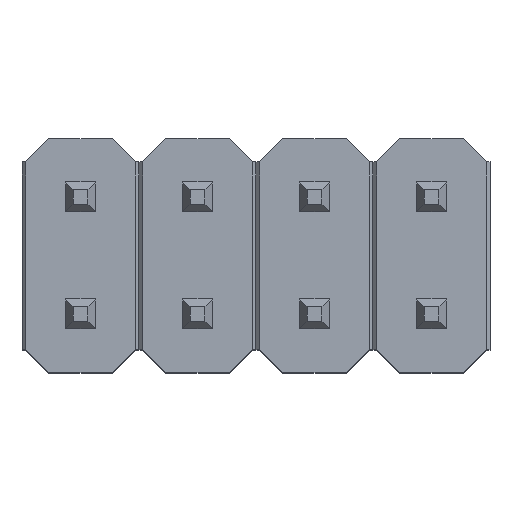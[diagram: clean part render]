
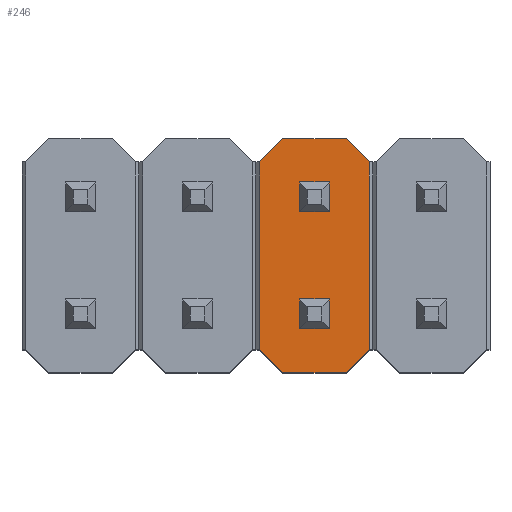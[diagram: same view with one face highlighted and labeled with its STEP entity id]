
A CAD part, top view. The second image highlights one B-rep face of the part: STEP entity #246.
In plain terms, the highlighted planar face has unit normal (0, 0, 1).
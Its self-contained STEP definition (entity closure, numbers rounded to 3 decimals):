
#246=ADVANCED_FACE('',(#1914),#1916,.T.);
#1914=FACE_BOUND('',#1915,.T.);
#1915=EDGE_LOOP('',(#3202,#3203,#3204,#3205,#3206,#3207,#3208,#3209));
#1916=PLANE('',#1917);
#1917=AXIS2_PLACEMENT_3D('',#1918,#1919,#1920);
#1918=CARTESIAN_POINT('',(2.54,0.,2.5));
#1919=DIRECTION('',(0.,0.,1.));
#1920=DIRECTION('',(1.,0.,0.));
#3202=ORIENTED_EDGE('',*,*,#3988,.T.);
#3203=ORIENTED_EDGE('',*,*,#3969,.T.);
#3204=ORIENTED_EDGE('',*,*,#3989,.T.);
#3205=ORIENTED_EDGE('',*,*,#3963,.T.);
#3206=ORIENTED_EDGE('',*,*,#3990,.T.);
#3207=ORIENTED_EDGE('',*,*,#3953,.T.);
#3208=ORIENTED_EDGE('',*,*,#3991,.T.);
#3209=ORIENTED_EDGE('',*,*,#3973,.T.);
#3953=EDGE_CURVE('',#4363,#4361,#4364,.T.);
#3963=EDGE_CURVE('',#4377,#4372,#4378,.T.);
#3969=EDGE_CURVE('',#4389,#4387,#4390,.T.);
#3973=EDGE_CURVE('',#4397,#4395,#4398,.T.);
#3988=EDGE_CURVE('',#4395,#4389,#4422,.F.);
#3989=EDGE_CURVE('',#4387,#4377,#4423,.T.);
#3990=EDGE_CURVE('',#4372,#4363,#4424,.F.);
#3991=EDGE_CURVE('',#4361,#4397,#4425,.T.);
#4361=VERTEX_POINT('',#5007);
#4363=VERTEX_POINT('',#5011);
#4364=LINE('',#5012,#5013);
#4372=VERTEX_POINT('',#5034);
#4377=VERTEX_POINT('',#5045);
#4378=LINE('',#5046,#5047);
#4387=VERTEX_POINT('',#5065);
#4389=VERTEX_POINT('',#5069);
#4390=LINE('',#5070,#5071);
#4395=VERTEX_POINT('',#5081);
#4397=VERTEX_POINT('',#5085);
#4398=LINE('',#5086,#5087);
#4422=LINE('',#5140,#5141);
#4423=LINE('',#5143,#5144);
#4424=LINE('',#5146,#5147);
#4425=LINE('',#5149,#5150);
#5007=CARTESIAN_POINT('',(5.765,3.81,2.5));
#5011=CARTESIAN_POINT('',(6.265,3.31,2.5));
#5012=CARTESIAN_POINT('',(6.265,3.31,2.5));
#5013=VECTOR('',#5014,1.);
#5014=DIRECTION('',(-0.707,0.707,0.));
#5034=CARTESIAN_POINT('',(6.265,-0.77,2.5));
#5045=CARTESIAN_POINT('',(5.765,-1.27,2.5));
#5046=CARTESIAN_POINT('',(5.765,-1.27,2.5));
#5047=VECTOR('',#5048,1.);
#5048=DIRECTION('',(0.707,0.707,0.));
#5065=CARTESIAN_POINT('',(4.395,-1.27,2.5));
#5069=CARTESIAN_POINT('',(3.895,-0.77,2.5));
#5070=CARTESIAN_POINT('',(3.895,-0.77,2.5));
#5071=VECTOR('',#5072,1.);
#5072=DIRECTION('',(0.707,-0.707,0.));
#5081=CARTESIAN_POINT('',(3.895,3.31,2.5));
#5085=CARTESIAN_POINT('',(4.395,3.81,2.5));
#5086=CARTESIAN_POINT('',(4.395,3.81,2.5));
#5087=VECTOR('',#5088,1.);
#5088=DIRECTION('',(-0.707,-0.707,0.));
#5140=CARTESIAN_POINT('',(3.895,-0.77,2.5));
#5141=VECTOR('',#5142,1.);
#5142=DIRECTION('',(0.,1.,0.));
#5143=CARTESIAN_POINT('',(4.395,-1.27,2.5));
#5144=VECTOR('',#5145,1.);
#5145=DIRECTION('',(1.,0.,0.));
#5146=CARTESIAN_POINT('',(6.265,3.31,2.5));
#5147=VECTOR('',#5148,1.);
#5148=DIRECTION('',(0.,-1.,0.));
#5149=CARTESIAN_POINT('',(5.765,3.81,2.5));
#5150=VECTOR('',#5151,1.);
#5151=DIRECTION('',(-1.,0.,0.));
